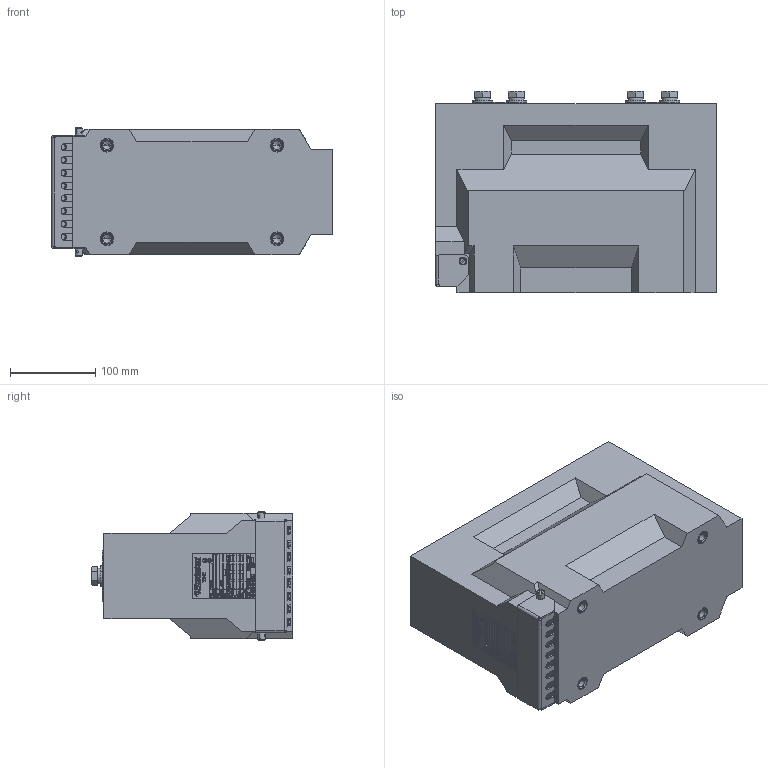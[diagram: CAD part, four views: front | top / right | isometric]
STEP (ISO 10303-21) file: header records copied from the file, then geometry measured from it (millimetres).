
FILE_DESCRIPTION (( 'STEP AP214' ), '1' );
FILE_NAME ('ﾒﾋﾊ-ﾑﾒ-10-17 (5ﾀ-1500ﾀ).STEP', '2023-06-09T10:27:23', ( '' ), ( '' ), 'SwSTEP 2.0', 'SolidWorks 2014', '' );
FILE_SCHEMA (( 'AUTOMOTIVE_DESIGN' ));
Length unit declared in the file: millimetre
Products named in the file (17): 屡扔.758472.007 绵殛郷-02; 屡扔.758181.002 妈眚 镫铎徼痤忸黜; Áîëò ÃÎÑÒ 7798-70_12å30; Øàéáà ïðóæ. ÃÎÑÒ 6402-70_12; ﾘ琺矜 ﾃﾎﾑﾒ 11371-78_12; ÂÅÈÓ.754312.182À Òàáëè÷êà òåõíè÷åñêèõ äàííûõ ÒËÊ-ÑÒ_-00; ÂÅÈÓ.735314.033 Êðûøêà çàùèòíàÿ_00; ÂÅÈÓ.671213.542 Ñáîðêà ñ çàëèâêîé ÒËÊ-ÑÒ-10-16_00; Êîðïóñ^ÂÅÈÓ.671213.542 Ñáîðêà ñ çàëèâêîé ÒËÊ-ÑÒ-10-16_02; ÂÅÈÓ.758472.015 Ãàéêà; ÂÅÈÓ.758472.006 Ãàéêà ñïåöèàëüíàÿ_00; ÂÅÈÓ.671213.342 Àêòèâíàÿ ÷àñòü ÒËÊ-ÑÒ-10-16_00; 屡扔.757465.006 袜觐礤黜桕; ﾒﾋﾊ-ﾑﾒ-10-17 (5ﾀ-1500ﾀ); Øàéáà ïðóæ. ÃÎÑÒ 6402-70_5; Áîëò ÃÎÑÒ 7805-70_Œ5å12; ﾘ琺矜 ﾃﾎﾑﾒ 11371-78_5
Assembly tree (59 placements, depth 4):
  ﾒﾋﾊ-ﾑﾒ-10-17 (5ﾀ-1500ﾀ)
    ÂÅÈÓ.671213.542 Ñáîðêà ñ çàëèâêîé ÒËÊ-ÑÒ-10-16_00
      ÂÅÈÓ.671213.342 Àêòèâíàÿ ÷àñòü ÒËÊ-ÑÒ-10-16_00
        屡扔.757465.006 袜觐礤黜桕  x2
      ÂÅÈÓ.758472.006 Ãàéêà ñïåöèàëüíàÿ_00  x4
      ÂÅÈÓ.758472.015 Ãàéêà  x2
      Êîðïóñ^ÂÅÈÓ.671213.542 Ñáîðêà ñ çàëèâêîé ÒËÊ-ÑÒ-10-16_02
    ÂÅÈÓ.735314.033 Êðûøêà çàùèòíàÿ_00
    ÂÅÈÓ.754312.182À Òàáëè÷êà òåõíè÷åñêèõ äàííûõ ÒËÊ-ÑÒ_-00
    ﾘ琺矜 ﾃﾎﾑﾒ 11371-78_12  x4
    Øàéáà ïðóæ. ÃÎÑÒ 6402-70_12  x4
    Áîëò ÃÎÑÒ 7798-70_12å30  x4
    屡扔.758181.002 妈眚 镫铎徼痤忸黜  x2
    屡扔.758472.007 绵殛郷-02  x8
    ﾘ琺矜 ﾃﾎﾑﾒ 11371-78_5  x8
    Øàéáà ïðóæ. ÃÎÑÒ 6402-70_5  x8
    Áîëò ÃÎÑÒ 7805-70_Œ5å12  x8
Bounding box: 330 x 237 x 152 mm (x, y, z)
Volume: 8709615.5 mm3; surface area: 392091.2 mm2
Topology: 57 solids, 57 shells, 4157 faces, 10675 edges, 6946 vertices
Faces by surface type: plane 2425, bspline 980, cylinder 440, cone 264, torus 48
Entity records: 188997 total; most frequent: CARTESIAN_POINT 77168, ORIENTED_EDGE 18614, DIRECTION 13181, EDGE_CURVE 9307, VECTOR 6715, LINE 6715, VERTEX_POINT 6152, EDGE_LOOP 3923
